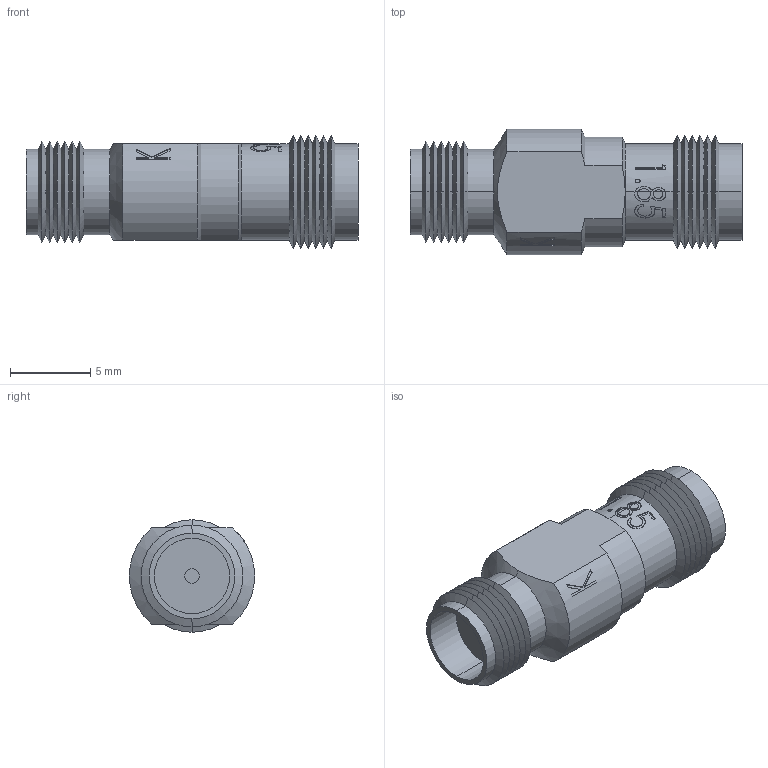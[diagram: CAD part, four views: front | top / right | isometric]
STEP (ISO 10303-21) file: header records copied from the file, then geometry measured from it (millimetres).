
FILE_DESCRIPTION (( 'STEP AP214' ), '1' );
FILE_NAME ('FMAD1256_3D.STEP', '2021-05-10T20:04:43', ( '' ), ( '' ), 'SwSTEP 2.0', 'SolidWorks 2020', '' );
FILE_SCHEMA (( 'AUTOMOTIVE_DESIGN' ));
Length unit declared in the file: inch
Products named in the file (1): FMAD1256_3D
Bounding box: 20.7 x 7.82 x 7.01 mm (x, y, z)
Volume: 571.5 mm3; surface area: 725.7 mm2
Topology: 1 solids, 1 shells, 144 faces, 346 edges, 212 vertices
Faces by surface type: cone 54, bspline 36, cylinder 30, plane 24
Entity records: 7087 total; most frequent: CARTESIAN_POINT 4052, ORIENTED_EDGE 692, DIRECTION 504, EDGE_CURVE 346, VERTEX_POINT 212, AXIS2_PLACEMENT_3D 205, B_SPLINE_CURVE_WITH_KNOTS 156, EDGE_LOOP 152
